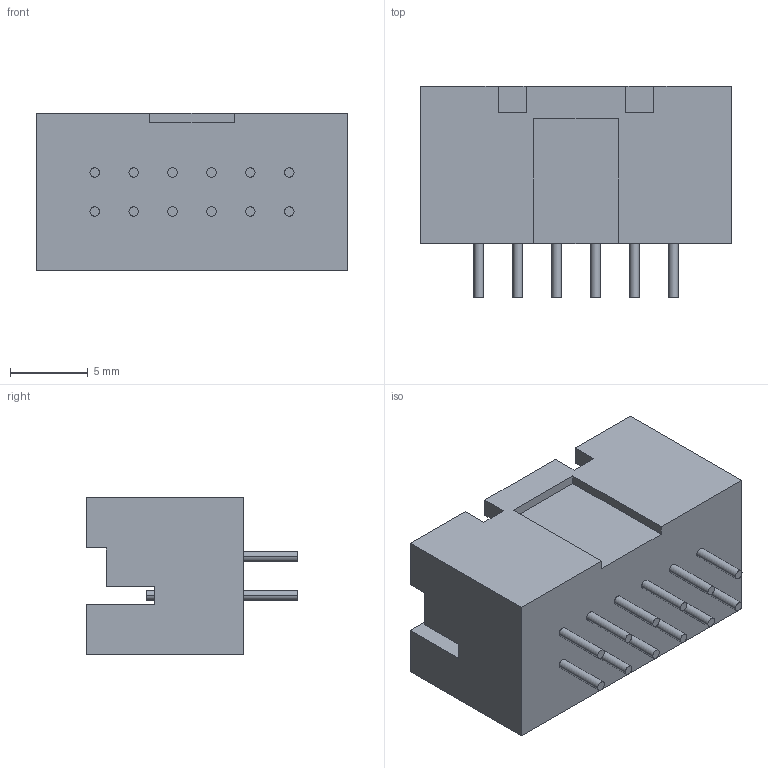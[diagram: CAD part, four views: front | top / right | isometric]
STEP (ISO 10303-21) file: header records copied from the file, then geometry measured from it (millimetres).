
FILE_DESCRIPTION (( 'STEP AP214' ), '1' );
FILE_NAME ('JST_XAD_B12B-XADSS-N_2x06_P2.50mm_Vertical.step', '2020-06-06T17:07:46', ( '' ), ( '' ), 'SwSTEP 2.0', 'SolidWorks 2018', '' );
FILE_SCHEMA (( 'AUTOMOTIVE_DESIGN' ));
Length unit declared in the file: inch
Products named in the file (1): JST_XAD_B12B-XADSS-N_2x06_P2.50mm_Vertical
Bounding box: 20 x 13.6 x 10.1 mm (x, y, z)
Volume: 973.7 mm3; surface area: 1637.2 mm2
Topology: 1 solids, 1 shells, 178 faces, 420 edges, 280 vertices
Faces by surface type: plane 130, cylinder 48
Entity records: 6084 total; most frequent: CARTESIAN_POINT 879, DIRECTION 874, ORIENTED_EDGE 840, EDGE_CURVE 420, LINE 324, VECTOR 324, VERTEX_POINT 280, AXIS2_PLACEMENT_3D 275
